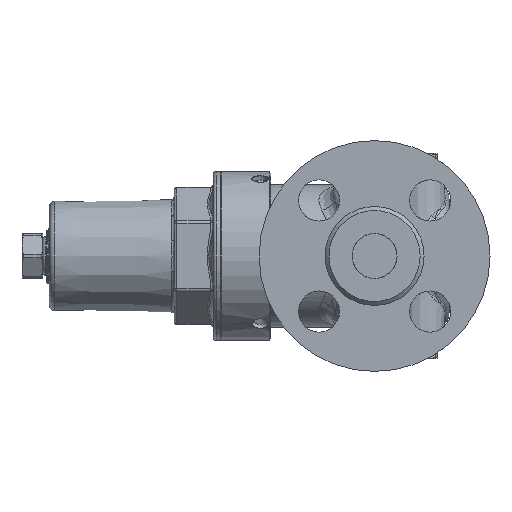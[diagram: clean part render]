
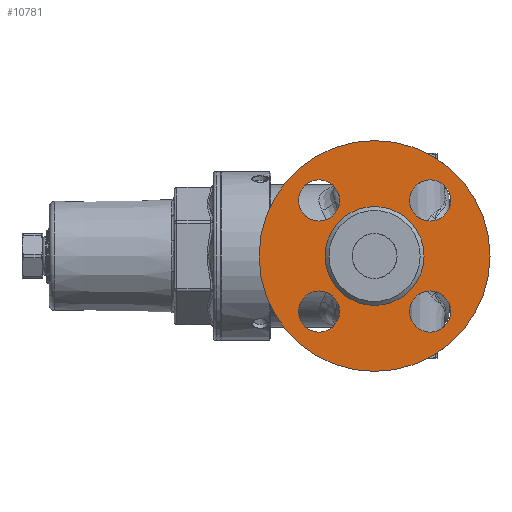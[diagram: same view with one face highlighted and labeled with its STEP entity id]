
A CAD part, left-side view. The second image highlights one B-rep face of the part: STEP entity #10781.
In plain terms, the highlighted planar face has unit normal (-1, 0, 0).
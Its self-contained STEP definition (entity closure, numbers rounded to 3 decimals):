
#609=FACE_BOUND('',#1465,.T.);
#610=FACE_BOUND('',#1466,.T.);
#611=FACE_BOUND('',#1467,.T.);
#612=FACE_BOUND('',#1468,.T.);
#613=FACE_BOUND('',#1469,.T.);
#656=PLANE('',#11482);
#809=FACE_OUTER_BOUND('',#1464,.T.);
#1464=EDGE_LOOP('',(#6923));
#1465=EDGE_LOOP('',(#6924));
#1466=EDGE_LOOP('',(#6925));
#1467=EDGE_LOOP('',(#6926));
#1468=EDGE_LOOP('',(#6927));
#1469=EDGE_LOOP('',(#6928));
#3594=CIRCLE('',#11453,7.95);
#3595=CIRCLE('',#11455,7.95);
#3596=CIRCLE('',#11457,7.95);
#3606=CIRCLE('',#11472,7.95);
#3609=CIRCLE('',#11481,19.05);
#3610=CIRCLE('',#11483,44.45);
#4051=VERTEX_POINT('',#15485);
#4054=VERTEX_POINT('',#15529);
#4057=VERTEX_POINT('',#15573);
#4069=VERTEX_POINT('',#15641);
#4082=VERTEX_POINT('',#15858);
#4083=VERTEX_POINT('',#15862);
#5142=EDGE_CURVE('',#4051,#4051,#3594,.T.);
#5146=EDGE_CURVE('',#4054,#4054,#3595,.T.);
#5150=EDGE_CURVE('',#4057,#4057,#3596,.T.);
#5165=EDGE_CURVE('',#4069,#4069,#3606,.T.);
#5183=EDGE_CURVE('',#4082,#4082,#3609,.T.);
#5185=EDGE_CURVE('',#4083,#4083,#3610,.T.);
#6923=ORIENTED_EDGE('',*,*,#5185,.T.);
#6924=ORIENTED_EDGE('',*,*,#5142,.T.);
#6925=ORIENTED_EDGE('',*,*,#5146,.T.);
#6926=ORIENTED_EDGE('',*,*,#5150,.T.);
#6927=ORIENTED_EDGE('',*,*,#5165,.T.);
#6928=ORIENTED_EDGE('',*,*,#5183,.F.);
#10781=ADVANCED_FACE('',(#809,#609,#610,#611,#612,#613),#656,.F.);
#11453=AXIS2_PLACEMENT_3D('',#15486,#12258,#12259);
#11455=AXIS2_PLACEMENT_3D('',#15530,#12263,#12264);
#11457=AXIS2_PLACEMENT_3D('',#15574,#12268,#12269);
#11472=AXIS2_PLACEMENT_3D('',#15642,#12301,#12302);
#11481=AXIS2_PLACEMENT_3D('',#15859,#12324,#12325);
#11482=AXIS2_PLACEMENT_3D('',#15861,#12327,#12328);
#11483=AXIS2_PLACEMENT_3D('',#15863,#12329,#12330);
#12258=DIRECTION('center_axis',(1.,0.,0.));
#12259=DIRECTION('ref_axis',(0.,1.,0.));
#12263=DIRECTION('center_axis',(1.,0.,0.));
#12264=DIRECTION('ref_axis',(0.,0.,-1.));
#12268=DIRECTION('center_axis',(1.,0.,0.));
#12269=DIRECTION('ref_axis',(0.,-1.,0.));
#12301=DIRECTION('center_axis',(1.,0.,0.));
#12302=DIRECTION('ref_axis',(0.,0.,1.));
#12324=DIRECTION('center_axis',(-1.,0.,0.));
#12325=DIRECTION('ref_axis',(0.,0.,1.));
#12327=DIRECTION('center_axis',(1.,0.,0.));
#12328=DIRECTION('ref_axis',(0.,0.,-1.));
#12329=DIRECTION('center_axis',(-1.,0.,0.));
#12330=DIRECTION('ref_axis',(0.,0.,1.));
#15485=CARTESIAN_POINT('',(-63.5,13.44,-21.39));
#15486=CARTESIAN_POINT('Origin',(-63.5,21.39,-21.39));
#15529=CARTESIAN_POINT('',(-63.5,-21.39,-13.44));
#15530=CARTESIAN_POINT('Origin',(-63.5,-21.39,-21.39));
#15573=CARTESIAN_POINT('',(-63.5,-13.44,21.39));
#15574=CARTESIAN_POINT('Origin',(-63.5,-21.39,21.39));
#15641=CARTESIAN_POINT('',(-63.5,21.39,13.44));
#15642=CARTESIAN_POINT('Origin',(-63.5,21.39,21.39));
#15858=CARTESIAN_POINT('',(-63.5,-19.05,0.));
#15859=CARTESIAN_POINT('Origin',(-63.5,0.,0.));
#15861=CARTESIAN_POINT('Origin',(-63.5,44.45,0.));
#15862=CARTESIAN_POINT('',(-63.5,-44.45,0.));
#15863=CARTESIAN_POINT('Origin',(-63.5,0.,0.));
